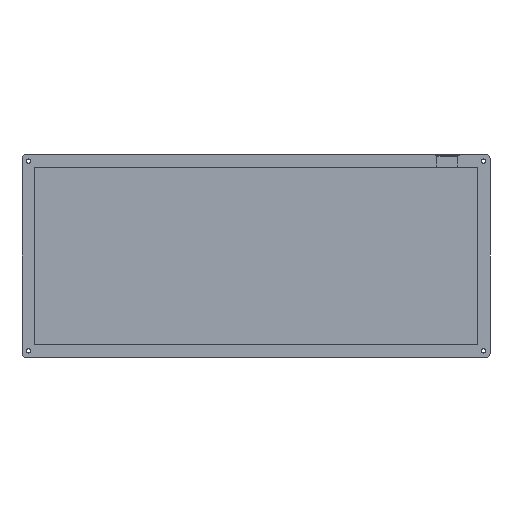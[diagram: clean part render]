
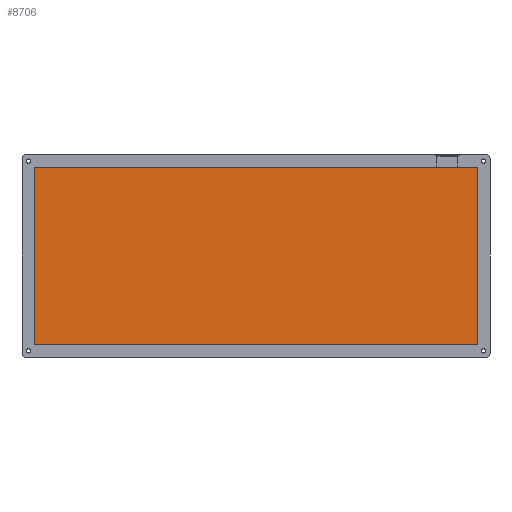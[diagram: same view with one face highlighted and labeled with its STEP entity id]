
A CAD part, front view. The second image highlights one B-rep face of the part: STEP entity #8706.
In plain terms, the highlighted planar face has unit normal (0, -1, 0).
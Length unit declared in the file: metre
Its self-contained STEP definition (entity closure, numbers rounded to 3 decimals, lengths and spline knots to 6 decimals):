
#483=LINE('',#12119,#1181);
#488=LINE('',#12129,#1186);
#491=LINE('',#12134,#1189);
#493=LINE('',#12138,#1191);
#1181=VECTOR('',#9901,1.);
#1186=VECTOR('',#9908,1.);
#1189=VECTOR('',#9913,1.);
#1191=VECTOR('',#9917,1.);
#2310=ORIENTED_EDGE('',*,*,#5025,.F.);
#2311=ORIENTED_EDGE('',*,*,#5020,.T.);
#2312=ORIENTED_EDGE('',*,*,#5030,.T.);
#2313=ORIENTED_EDGE('',*,*,#5028,.F.);
#5020=EDGE_CURVE('',#6387,#6388,#483,.T.);
#5025=EDGE_CURVE('',#6387,#6391,#488,.T.);
#5028=EDGE_CURVE('',#6391,#6392,#491,.T.);
#5030=EDGE_CURVE('',#6388,#6392,#493,.T.);
#6387=VERTEX_POINT('',#12120);
#6388=VERTEX_POINT('',#12121);
#6391=VERTEX_POINT('',#12130);
#6392=VERTEX_POINT('',#12135);
#7512=EDGE_LOOP('',(#2310,#2311,#2312,#2313));
#8048=FACE_BOUND('',#7512,.T.);
#8548=PLANE('',#9292);
#8706=ADVANCED_FACE('',(#8048),#8548,.T.);
#9292=AXIS2_PLACEMENT_3D('',#12142,#9922,#9923);
#9901=DIRECTION('',(0.,0.,-1.));
#9908=DIRECTION('',(1.,0.,0.));
#9913=DIRECTION('',(0.,0.,-1.));
#9917=DIRECTION('',(1.,0.,0.));
#9922=DIRECTION('',(0.,-1.,0.));
#9923=DIRECTION('',(1.,0.,0.));
#12119=CARTESIAN_POINT('',(-0.135699,-0.003,-0.000546));
#12120=CARTESIAN_POINT('',(-0.135699,-0.003,0.067341));
#12121=CARTESIAN_POINT('',(-0.135699,-0.003,-0.068434));
#12129=CARTESIAN_POINT('',(0.033501,-0.003,0.067341));
#12130=CARTESIAN_POINT('',(0.202701,-0.003,0.067341));
#12134=CARTESIAN_POINT('',(0.202701,-0.003,-0.000546));
#12135=CARTESIAN_POINT('',(0.202701,-0.003,-0.068434));
#12138=CARTESIAN_POINT('',(0.033501,-0.003,-0.068434));
#12142=CARTESIAN_POINT('',(0.033501,-0.003,-0.000546));
